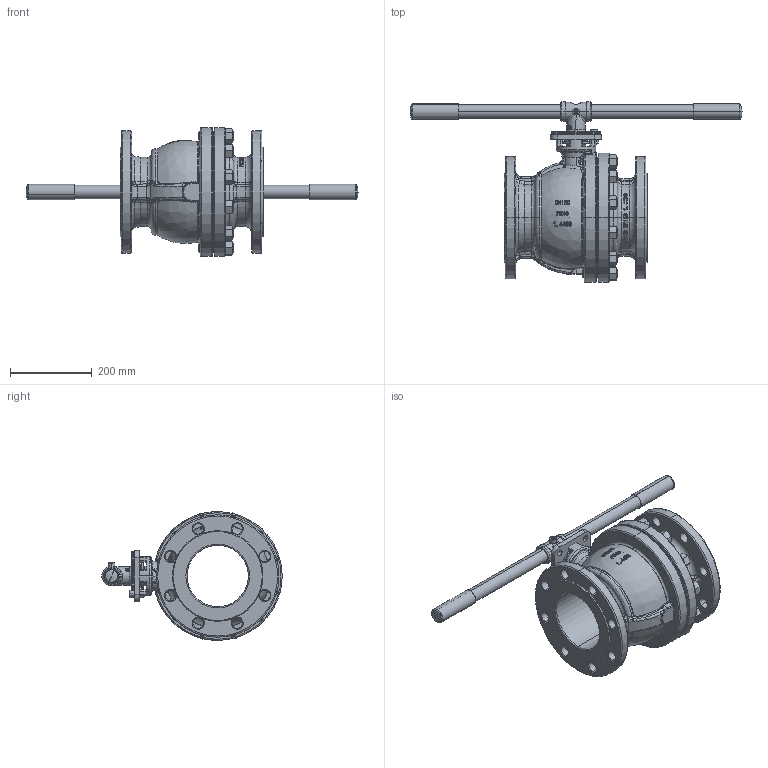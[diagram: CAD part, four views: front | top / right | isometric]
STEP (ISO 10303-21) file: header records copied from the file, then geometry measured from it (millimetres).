
FILE_DESCRIPTION (( 'STEP AP203' ), '1' );
FILE_NAME ('KV-L4N DN150.STEP', '2023-12-04T07:42:49', ( 'Sky123.Org' ), ( 'Sky123.Org' ), 'SwSTEP 2.0', 'SolidWorks 2013', '' );
FILE_SCHEMA (( 'CONFIG_CONTROL_DESIGN' ));
Length unit declared in the file: millimetre
Products named in the file (1): KV-L4N DN150
Bounding box: 813.31 x 441.93 x 316 mm (x, y, z)
Volume: 11917588.9 mm3; surface area: 1346884.1 mm2
Topology: 44 solids, 44 shells, 1925 faces, 4684 edges, 2852 vertices
Faces by surface type: plane 620, cylinder 458, cone 399, bspline 269, torus 128, sphere 51
Entity records: 75699 total; most frequent: CARTESIAN_POINT 31847, ORIENTED_EDGE 9270, DIRECTION 9020, EDGE_CURVE 4635, AXIS2_PLACEMENT_3D 3596, VERTEX_POINT 2840, EDGE_LOOP 2121, CIRCLE 1939
